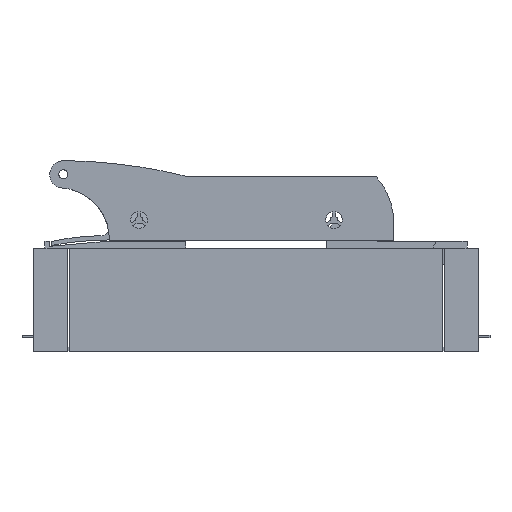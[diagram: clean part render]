
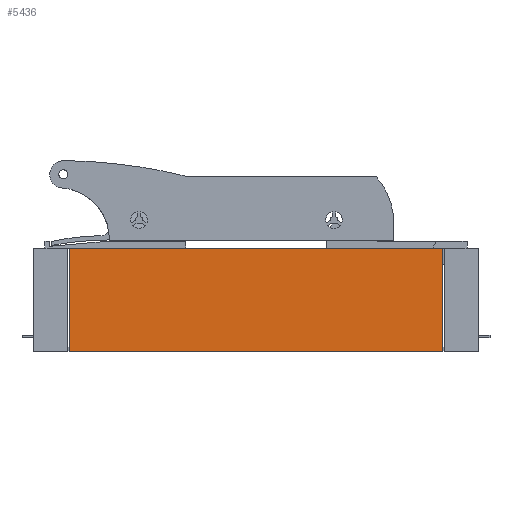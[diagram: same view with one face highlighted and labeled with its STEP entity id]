
A CAD part, left-side view. The second image highlights one B-rep face of the part: STEP entity #5436.
In plain terms, the highlighted planar face has unit normal (-1, 0, 0).
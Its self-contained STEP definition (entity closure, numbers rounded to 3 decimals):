
#244=DIRECTION('',(0.,-1.,0.));
#245=VECTOR('',#244,163.);
#246=CARTESIAN_POINT('',(-25.,81.5,25.));
#247=LINE('',#246,#245);
#342=DIRECTION('',(0.,0.,-1.));
#343=VECTOR('',#342,45.);
#344=CARTESIAN_POINT('',(-25.,81.5,70.));
#345=LINE('',#344,#343);
#370=DIRECTION('',(0.,-1.,0.));
#371=VECTOR('',#370,163.);
#372=CARTESIAN_POINT('',(-25.,81.5,70.));
#373=LINE('',#372,#371);
#377=DIRECTION('',(0.,0.,-1.));
#378=VECTOR('',#377,45.);
#379=CARTESIAN_POINT('',(-25.,-81.5,70.));
#380=LINE('',#379,#378);
#4481=CARTESIAN_POINT('',(-25.,81.5,25.));
#4483=VERTEX_POINT('',#4481);
#4485=CARTESIAN_POINT('',(-25.,-81.5,25.));
#4486=VERTEX_POINT('',#4485);
#4523=CARTESIAN_POINT('',(-25.,81.5,70.));
#4524=VERTEX_POINT('',#4523);
#4529=CARTESIAN_POINT('',(-25.,-81.5,70.));
#4530=VERTEX_POINT('',#4529);
#5423=CARTESIAN_POINT('',(-25.,0.,25.));
#5424=DIRECTION('',(1.,0.,0.));
#5425=DIRECTION('',(0.,0.,1.));
#5426=AXIS2_PLACEMENT_3D('',#5423,#5424,#5425);
#5427=PLANE('',#5426);
#5428=ORIENTED_EDGE('',*,*,#5411,.F.);
#5430=ORIENTED_EDGE('',*,*,#5429,.T.);
#5432=ORIENTED_EDGE('',*,*,#5431,.T.);
#5433=ORIENTED_EDGE('',*,*,#5357,.F.);
#5434=EDGE_LOOP('',(#5428,#5430,#5432,#5433));
#5435=FACE_OUTER_BOUND('',#5434,.F.);
#5357=EDGE_CURVE('',#4483,#4486,#247,.T.);
#5411=EDGE_CURVE('',#4524,#4483,#345,.T.);
#5429=EDGE_CURVE('',#4524,#4530,#373,.T.);
#5431=EDGE_CURVE('',#4530,#4486,#380,.T.);
#5436=ADVANCED_FACE('',(#5435),#5427,.F.);
